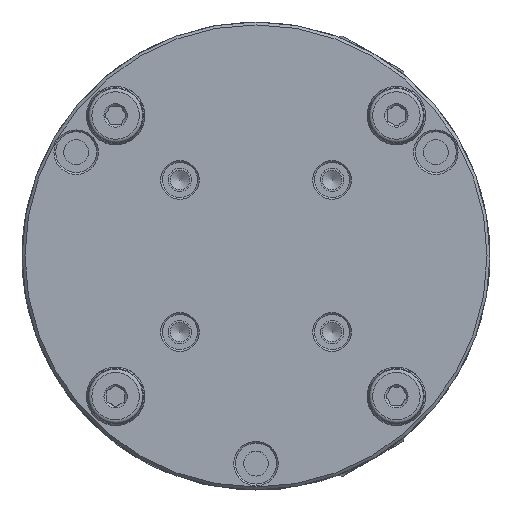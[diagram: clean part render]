
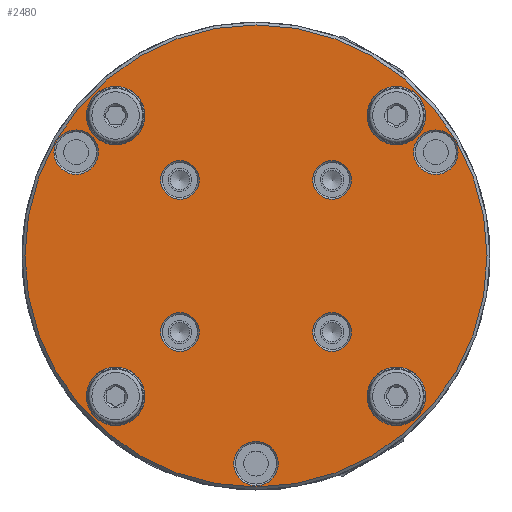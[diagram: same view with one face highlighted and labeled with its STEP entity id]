
A CAD part, top view. The second image highlights one B-rep face of the part: STEP entity #2480.
In plain terms, the highlighted face is planar.
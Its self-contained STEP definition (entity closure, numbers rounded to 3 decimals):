
#2480=ADVANCED_FACE('',(#3220,#3221,#3222,#3223,#3224,#3225,#3226,#3227,
#3228,#3229,#3230,#3231),#2946,.F.);
#2946=PLANE('',#9574);
#3220=FACE_BOUND('',#3830,.T.);
#3221=FACE_BOUND('',#3831,.T.);
#3222=FACE_BOUND('',#3832,.T.);
#3223=FACE_BOUND('',#3833,.T.);
#3224=FACE_BOUND('',#3834,.T.);
#3225=FACE_BOUND('',#3835,.T.);
#3226=FACE_BOUND('',#3836,.T.);
#3227=FACE_BOUND('',#3837,.T.);
#3228=FACE_BOUND('',#3838,.T.);
#3229=FACE_BOUND('',#3839,.T.);
#3230=FACE_BOUND('',#3840,.T.);
#3231=FACE_BOUND('',#3841,.T.);
#3830=EDGE_LOOP('',(#5487));
#3831=EDGE_LOOP('',(#5488));
#3832=EDGE_LOOP('',(#5489));
#3833=EDGE_LOOP('',(#5490));
#3834=EDGE_LOOP('',(#5491));
#3835=EDGE_LOOP('',(#5492));
#3836=EDGE_LOOP('',(#5493));
#3837=EDGE_LOOP('',(#5494));
#3838=EDGE_LOOP('',(#5495));
#3839=EDGE_LOOP('',(#5496));
#3840=EDGE_LOOP('',(#5497));
#3841=EDGE_LOOP('',(#5498));
#5487=ORIENTED_EDGE('',*,*,#8218,.T.);
#5488=ORIENTED_EDGE('',*,*,#8219,.T.);
#5489=ORIENTED_EDGE('',*,*,#8220,.T.);
#5490=ORIENTED_EDGE('',*,*,#8221,.T.);
#5491=ORIENTED_EDGE('',*,*,#8222,.T.);
#5492=ORIENTED_EDGE('',*,*,#8223,.T.);
#5493=ORIENTED_EDGE('',*,*,#8224,.T.);
#5494=ORIENTED_EDGE('',*,*,#8225,.T.);
#5495=ORIENTED_EDGE('',*,*,#8226,.T.);
#5496=ORIENTED_EDGE('',*,*,#8227,.T.);
#5497=ORIENTED_EDGE('',*,*,#8228,.T.);
#5498=ORIENTED_EDGE('',*,*,#8229,.T.);
#7151=VERTEX_POINT('',#14599);
#7152=VERTEX_POINT('',#14601);
#7153=VERTEX_POINT('',#14603);
#7154=VERTEX_POINT('',#14605);
#7155=VERTEX_POINT('',#14607);
#7156=VERTEX_POINT('',#14609);
#7157=VERTEX_POINT('',#14611);
#7158=VERTEX_POINT('',#14613);
#7159=VERTEX_POINT('',#14615);
#7160=VERTEX_POINT('',#14617);
#7161=VERTEX_POINT('',#14619);
#7162=VERTEX_POINT('',#14621);
#8218=EDGE_CURVE('',#7151,#7151,#8966,.T.);
#8219=EDGE_CURVE('',#7152,#7152,#8967,.T.);
#8220=EDGE_CURVE('',#7153,#7153,#8968,.T.);
#8221=EDGE_CURVE('',#7154,#7154,#8969,.T.);
#8222=EDGE_CURVE('',#7155,#7155,#8970,.T.);
#8223=EDGE_CURVE('',#7156,#7156,#8971,.T.);
#8224=EDGE_CURVE('',#7157,#7157,#8972,.T.);
#8225=EDGE_CURVE('',#7158,#7158,#8973,.T.);
#8226=EDGE_CURVE('',#7159,#7159,#8974,.T.);
#8227=EDGE_CURVE('',#7160,#7160,#8975,.T.);
#8228=EDGE_CURVE('',#7161,#7161,#8976,.T.);
#8229=EDGE_CURVE('',#7162,#7162,#8977,.T.);
#8966=CIRCLE('',#9562,7.6);
#8967=CIRCLE('',#9563,7.6);
#8968=CIRCLE('',#9564,7.6);
#8969=CIRCLE('',#9565,8.6);
#8970=CIRCLE('',#9566,8.6);
#8971=CIRCLE('',#9567,8.6);
#8972=CIRCLE('',#9568,8.6);
#8973=CIRCLE('',#9569,79.);
#8974=CIRCLE('',#9570,6.6);
#8975=CIRCLE('',#9571,6.6);
#8976=CIRCLE('',#9572,6.6);
#8977=CIRCLE('',#9573,6.6);
#9562=AXIS2_PLACEMENT_3D('',#14598,#11188,#11189);
#9563=AXIS2_PLACEMENT_3D('',#14600,#11190,#11191);
#9564=AXIS2_PLACEMENT_3D('',#14602,#11192,#11193);
#9565=AXIS2_PLACEMENT_3D('',#14604,#11194,#11195);
#9566=AXIS2_PLACEMENT_3D('',#14606,#11196,#11197);
#9567=AXIS2_PLACEMENT_3D('',#14608,#11198,#11199);
#9568=AXIS2_PLACEMENT_3D('',#14610,#11200,#11201);
#9569=AXIS2_PLACEMENT_3D('',#14612,#11202,#11203);
#9570=AXIS2_PLACEMENT_3D('',#14614,#11204,#11205);
#9571=AXIS2_PLACEMENT_3D('',#14616,#11206,#11207);
#9572=AXIS2_PLACEMENT_3D('',#14618,#11208,#11209);
#9573=AXIS2_PLACEMENT_3D('',#14620,#11210,#11211);
#9574=AXIS2_PLACEMENT_3D('',#14622,#11212,#11213);
#11188=DIRECTION('',(0.,0.,1.));
#11189=DIRECTION('',(-0.866,0.5,0.));
#11190=DIRECTION('',(0.,0.,1.));
#11191=DIRECTION('',(0.866,0.5,0.));
#11192=DIRECTION('',(0.,0.,1.));
#11193=DIRECTION('',(0.,-1.,0.));
#11194=DIRECTION('',(0.,0.,1.));
#11195=DIRECTION('',(0.,-1.,0.));
#11196=DIRECTION('',(0.,0.,1.));
#11197=DIRECTION('',(0.,-1.,0.));
#11198=DIRECTION('',(0.,0.,1.));
#11199=DIRECTION('',(0.,-1.,0.));
#11200=DIRECTION('',(0.,0.,1.));
#11201=DIRECTION('',(0.,-1.,0.));
#11202=DIRECTION('',(0.,0.,-1.));
#11203=DIRECTION('',(0.,-1.,0.));
#11204=DIRECTION('',(0.,0.,1.));
#11205=DIRECTION('',(-1.,0.,0.));
#11206=DIRECTION('',(0.,0.,1.));
#11207=DIRECTION('',(0.,-1.,0.));
#11208=DIRECTION('',(0.,0.,1.));
#11209=DIRECTION('',(0.,1.,0.));
#11210=DIRECTION('',(0.,0.,1.));
#11211=DIRECTION('',(1.,0.,0.));
#11212=DIRECTION('',(0.,0.,1.));
#11213=DIRECTION('',(0.,-1.,0.));
#14598=CARTESIAN_POINT('',(-388.512,-1635.5,49.));
#14599=CARTESIAN_POINT('',(-395.094,-1631.7,49.));
#14600=CARTESIAN_POINT('',(-511.488,-1635.5,49.));
#14601=CARTESIAN_POINT('',(-504.906,-1631.7,49.));
#14602=CARTESIAN_POINT('',(-450.,-1529.,49.));
#14603=CARTESIAN_POINT('',(-450.,-1536.6,49.));
#14604=CARTESIAN_POINT('',(-402.,-1552.,49.));
#14605=CARTESIAN_POINT('',(-402.,-1560.6,49.));
#14606=CARTESIAN_POINT('',(-498.,-1552.,49.));
#14607=CARTESIAN_POINT('',(-498.,-1560.6,49.));
#14608=CARTESIAN_POINT('',(-498.,-1648.,49.));
#14609=CARTESIAN_POINT('',(-498.,-1656.6,49.));
#14610=CARTESIAN_POINT('',(-402.,-1648.,49.));
#14611=CARTESIAN_POINT('',(-402.,-1656.6,49.));
#14612=CARTESIAN_POINT('',(-450.,-1600.,49.));
#14613=CARTESIAN_POINT('',(-450.,-1679.,49.));
#14614=CARTESIAN_POINT('',(-476.,-1626.,49.));
#14615=CARTESIAN_POINT('',(-482.6,-1626.,49.));
#14616=CARTESIAN_POINT('',(-424.,-1626.,49.));
#14617=CARTESIAN_POINT('',(-424.,-1632.6,49.));
#14618=CARTESIAN_POINT('',(-476.,-1574.,49.));
#14619=CARTESIAN_POINT('',(-476.,-1567.4,49.));
#14620=CARTESIAN_POINT('',(-424.,-1574.,49.));
#14621=CARTESIAN_POINT('',(-417.4,-1574.,49.));
#14622=CARTESIAN_POINT('',(-450.,-1600.,49.));
